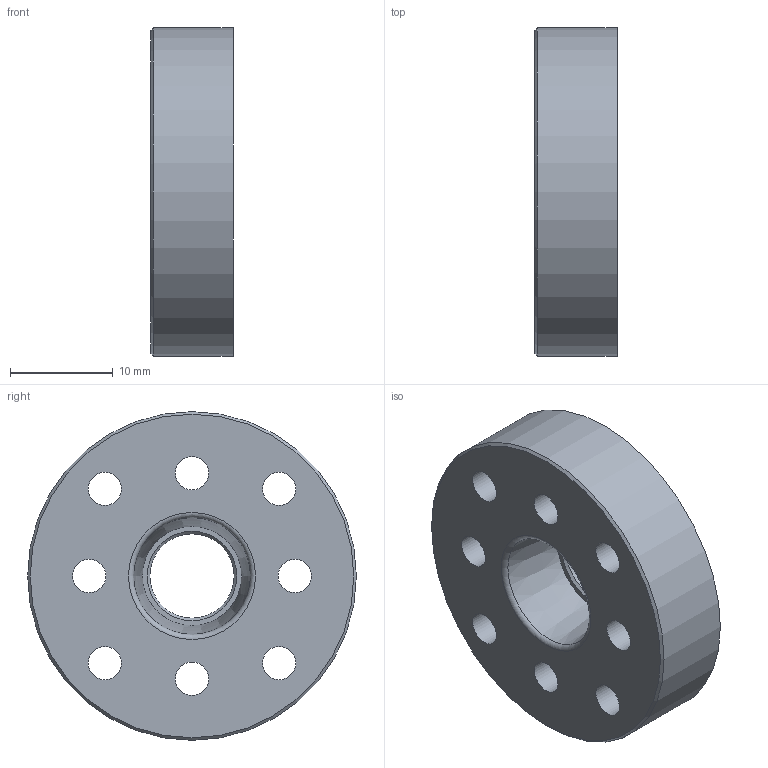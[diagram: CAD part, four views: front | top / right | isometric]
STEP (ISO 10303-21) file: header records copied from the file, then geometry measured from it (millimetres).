
FILE_DESCRIPTION(/* description */ ('www.basicairdata.eu'),/* implementation_level */ '2;1');
FILE_NAME(/* name */ 'FF-8-002 - Front Body.stp',/* time_stamp */ '2015-05-18T17:37:56+02:00',/* author */ ('GC'),/* organization */ ('BasicAirData'),/* preprocessor_version */ 'ST-DEVELOPER v16.1',/* originating_system */ 'Autodesk Inventor 2016',/* authorisation */ '');
FILE_SCHEMA (('AUTOMOTIVE_DESIGN { 1 0 10303 214 3 1 1 }'));
Length unit declared in the file: millimetre
Products named in the file (1): FF-8-002 - Front Body
Bounding box: 8 x 32 x 32 mm (x, y, z)
Volume: 5246.9 mm3; surface area: 3025.8 mm2
Topology: 1 solids, 1 shells, 18 faces, 49 edges, 34 vertices
Faces by surface type: cylinder 10, cone 4, plane 3, torus 1
Full cylindrical faces by diameter (mm): 3.242 x8, 8.2 x1, 32 x1
Entity records: 504 total; most frequent: DIRECTION 90, CARTESIAN_POINT 71, EDGE_LOOP 52, ORIENTED_EDGE 52, AXIS2_PLACEMENT_3D 45, FACE_BOUND 34, CIRCLE 26, VERTEX_POINT 26
